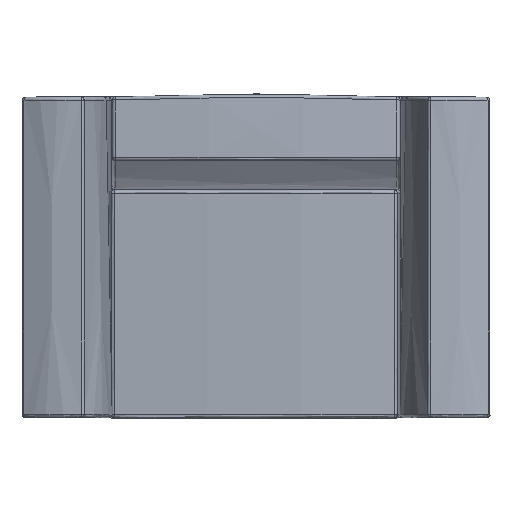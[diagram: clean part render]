
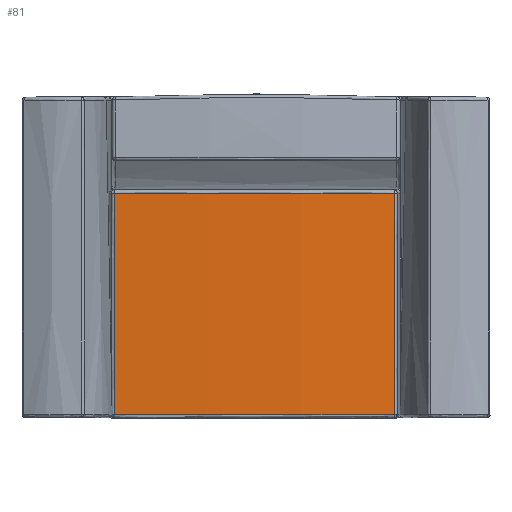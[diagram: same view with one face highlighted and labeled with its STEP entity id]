
A CAD part, top view. The second image highlights one B-rep face of the part: STEP entity #81.
In plain terms, the highlighted free-form (B-spline) face has degree [1, 2] with [2, 3] control points.
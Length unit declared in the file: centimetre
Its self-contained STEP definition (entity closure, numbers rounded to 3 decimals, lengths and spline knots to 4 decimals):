
#81=ADVANCED_FACE($,(#203),#1325,.T.);
#203=FACE_OUTER_BOUND($,#325,.T.);
#325=EDGE_LOOP($,(#456,#457,#458,#459));
#456=ORIENTED_EDGE($,*,*,#948,.T.);
#457=ORIENTED_EDGE($,*,*,#949,.F.);
#458=ORIENTED_EDGE($,*,*,#950,.T.);
#459=ORIENTED_EDGE($,*,*,#951,.T.);
#948=EDGE_CURVE($,#1194,#1195,#1458,.T.);
#949=EDGE_CURVE($,#1196,#1195,#1459,.T.);
#950=EDGE_CURVE($,#1196,#1197,#1460,.T.);
#951=EDGE_CURVE($,#1197,#1194,#1461,.T.);
#1194=VERTEX_POINT($,#2326);
#1195=VERTEX_POINT($,#2327);
#1196=VERTEX_POINT($,#2328);
#1197=VERTEX_POINT($,#2329);
#1325=(
BOUNDED_SURFACE()
B_SPLINE_SURFACE(1,2,((#1976,#1977,#1978),(#1979,#1980,#1981)),.UNSPECIFIED.,
.F.,.F.,.F.)
B_SPLINE_SURFACE_WITH_KNOTS((2,2),(3,3),(0.33,68.),
(-145.8476,-62.7838),.UNSPECIFIED.)
GEOMETRIC_REPRESENTATION_ITEM()
RATIONAL_B_SPLINE_SURFACE(((1.,0.996,1.),
(1.,0.996,1.)))
REPRESENTATION_ITEM($)
SURFACE()
);
#1458=(
BOUNDED_CURVE()
B_SPLINE_CURVE(3,(#1824,#1825,#1826,#1827,#1828),.UNSPECIFIED.,.F.,.F.)
B_SPLINE_CURVE_WITH_KNOTS((4,1,4),(0.7014,41.6689,85.3269),
.UNSPECIFIED.)
CURVE()
GEOMETRIC_REPRESENTATION_ITEM()
RATIONAL_B_SPLINE_CURVE((1.,1.,1.,1.,1.))
REPRESENTATION_ITEM($)
);
#1459=(
BOUNDED_CURVE()
B_SPLINE_CURVE(3,(#1829,#1830,#1831,#1832),.UNSPECIFIED.,.F.,.F.)
B_SPLINE_CURVE_WITH_KNOTS((4,4),(1.,68.),.UNSPECIFIED.)
CURVE()
GEOMETRIC_REPRESENTATION_ITEM()
RATIONAL_B_SPLINE_CURVE((1.,1.,1.,1.))
REPRESENTATION_ITEM($)
);
#1460=(
BOUNDED_CURVE()
B_SPLINE_CURVE(3,(#1833,#1834,#1835,#1836,#1837),.UNSPECIFIED.,.F.,.F.)
B_SPLINE_CURVE_WITH_KNOTS((4,1,4),(0.7014,41.6689,85.3269),
.UNSPECIFIED.)
CURVE()
GEOMETRIC_REPRESENTATION_ITEM()
RATIONAL_B_SPLINE_CURVE((1.,1.,1.,1.,1.))
REPRESENTATION_ITEM($)
);
#1461=(
BOUNDED_CURVE()
B_SPLINE_CURVE(3,(#1838,#1839,#1840,#1841),.UNSPECIFIED.,.F.,.F.)
B_SPLINE_CURVE_WITH_KNOTS((4,4),(1.,68.),.UNSPECIFIED.)
CURVE()
GEOMETRIC_REPRESENTATION_ITEM()
RATIONAL_B_SPLINE_CURVE((1.,1.,1.,1.))
REPRESENTATION_ITEM($)
);
#1824=CARTESIAN_POINT($,(10979.1686,-1392.0371,23.5638));
#1825=CARTESIAN_POINT($,(10965.5404,-1392.0371,24.8123));
#1826=CARTESIAN_POINT($,(10937.2747,-1392.0371,26.145));
#1827=CARTESIAN_POINT($,(10909.0016,-1392.0371,24.8944));
#1828=CARTESIAN_POINT($,(10894.4783,-1392.0371,23.5638));
#1829=CARTESIAN_POINT($,(10894.4783,-1459.0371,23.5638));
#1830=CARTESIAN_POINT($,(10894.4783,-1436.7038,23.5638));
#1831=CARTESIAN_POINT($,(10894.4783,-1414.3704,23.5638));
#1832=CARTESIAN_POINT($,(10894.4783,-1392.0371,23.5638));
#1833=CARTESIAN_POINT($,(10894.4783,-1459.0371,23.5638));
#1834=CARTESIAN_POINT($,(10908.1065,-1459.0371,24.8123));
#1835=CARTESIAN_POINT($,(10936.3722,-1459.0371,26.145));
#1836=CARTESIAN_POINT($,(10964.6453,-1459.0371,24.8944));
#1837=CARTESIAN_POINT($,(10979.1686,-1459.0371,23.5638));
#1838=CARTESIAN_POINT($,(10979.1686,-1459.0371,23.5638));
#1839=CARTESIAN_POINT($,(10979.1686,-1436.7038,23.5638));
#1840=CARTESIAN_POINT($,(10979.1686,-1414.3704,23.5638));
#1841=CARTESIAN_POINT($,(10979.1686,-1392.0371,23.5638));
#1976=CARTESIAN_POINT($,(10979.1686,-1459.7071,23.5638));
#1977=CARTESIAN_POINT($,(10936.8235,-1459.7071,27.4429));
#1978=CARTESIAN_POINT($,(10894.4783,-1459.7071,23.5638));
#1979=CARTESIAN_POINT($,(10979.1686,-1392.0371,23.5638));
#1980=CARTESIAN_POINT($,(10936.8235,-1392.0371,27.4429));
#1981=CARTESIAN_POINT($,(10894.4783,-1392.0371,23.5638));
#2326=CARTESIAN_POINT($,(10979.1686,-1392.0371,23.5638));
#2327=CARTESIAN_POINT($,(10894.4783,-1392.0371,23.5638));
#2328=CARTESIAN_POINT($,(10894.4783,-1459.0371,23.5638));
#2329=CARTESIAN_POINT($,(10979.1686,-1459.0371,23.5638));
